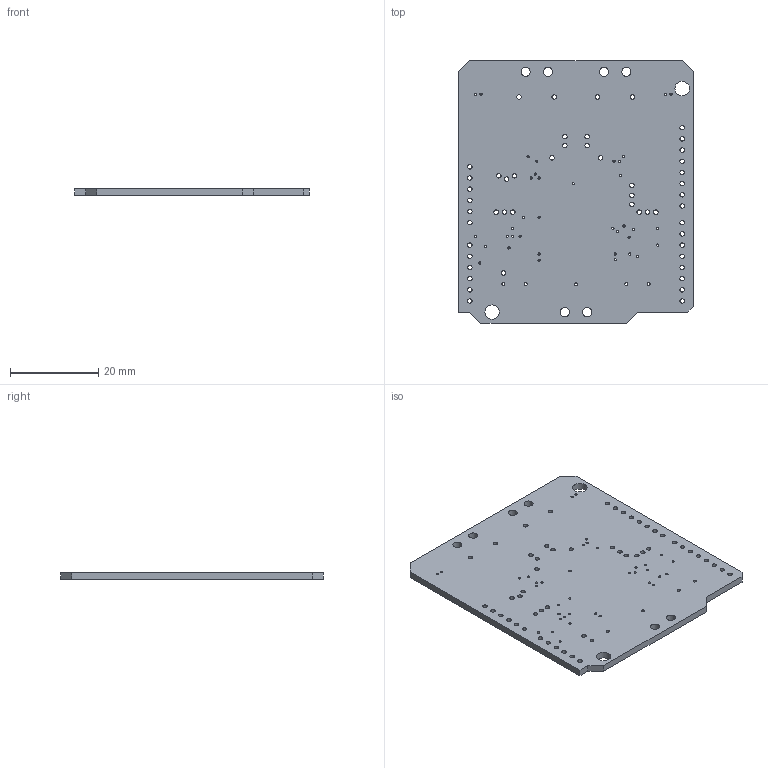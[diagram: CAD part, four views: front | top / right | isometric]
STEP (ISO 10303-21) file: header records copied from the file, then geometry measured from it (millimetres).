
FILE_DESCRIPTION(('FreeCAD Model'),'2;1');
FILE_NAME('Monster_board.step' ,'2018-11-15T21:00:41',('Author'),(''), 'Open CASCADE STEP processor 7.3','FreeCAD','Unknown');
FILE_SCHEMA(('AUTOMOTIVE_DESIGN { 1 0 10303 214 1 1 1 1 }'));
Length unit declared in the file: millimetre
Products named in the file (1): Board
Bounding box: 53.34 x 59.69 x 1.57 mm (x, y, z)
Volume: 4778.5 mm3; surface area: 6890.6 mm2
Topology: 1 solids, 1 shells, 114 faces, 336 edges, 224 vertices
Faces by surface type: cylinder 101, plane 13
Full cylindrical faces by diameter (mm): 0.508 x37, 0.7 x5, 1.016 x51, 2.057 x6, 3.302 x2
Entity records: 9808 total; most frequent: CARTESIAN_POINT 1953, DIRECTION 1339, ORIENTED_EDGE 672, PCURVE 672, DEFINITIONAL_REPRESENTATION 672, LINE 604, VECTOR 604, EDGE_CURVE 336
